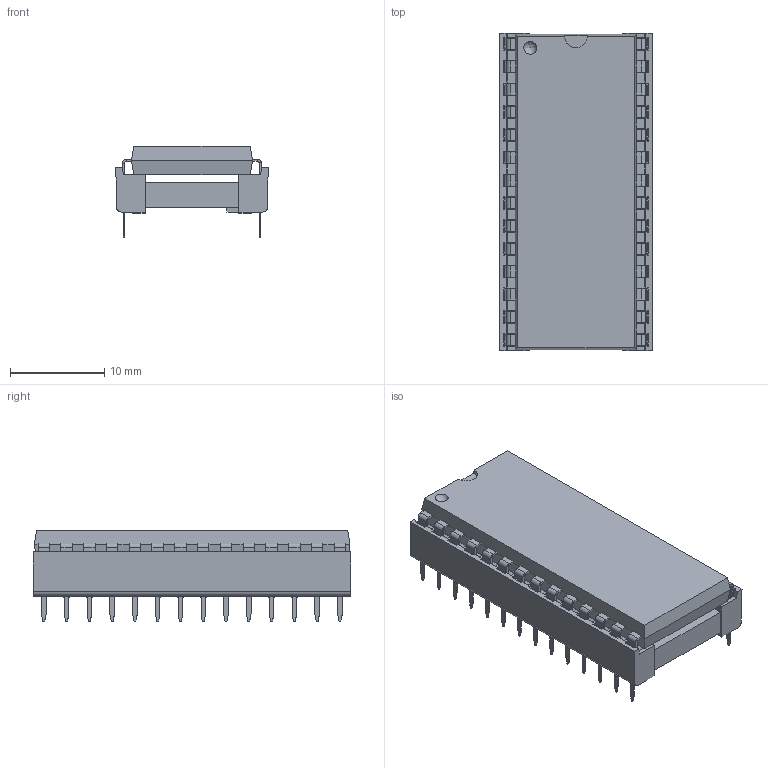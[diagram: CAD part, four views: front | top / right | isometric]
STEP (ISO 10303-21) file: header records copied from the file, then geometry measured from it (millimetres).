
FILE_DESCRIPTION(('FreeCAD Model'),'2;1');
FILE_NAME('Open CASCADE Shape Model','2025-05-05T05:59:01',('FreeCAD'),( 'FreeCAD'),'Open CASCADE STEP processor 7.6','FreeCAD','Unknown');
FILE_SCHEMA(('AUTOMOTIVE_DESIGN { 1 0 10303 214 1 1 1 1 }'));
Products named in the file (1): Open CASCADE STEP translator 7.6 1
Bounding box: 16.2 x 33.69 x 9.74 mm (x, y, z)
Volume: 2084.6 mm3; surface area: 4126.2 mm2
Topology: 2 solids, 2 shells, 3785 faces, 9151 edges, 5372 vertices
Faces by surface type: bspline 3785
Entity records: 272048 total; most frequent: CARTESIAN_POINT 216792, ORIENTED_EDGE 18300, EDGE_CURVE 9150, B_SPLINE_CURVE_WITH_KNOTS 8018, VERTEX_POINT 5372, FACE_BOUND 3850, EDGE_LOOP 3850, ADVANCED_FACE 3785
